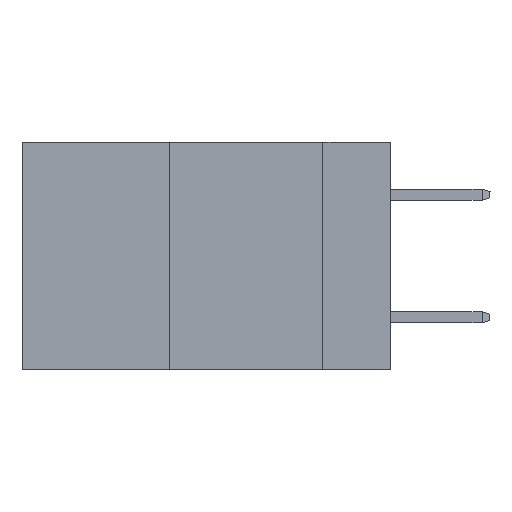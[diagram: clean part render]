
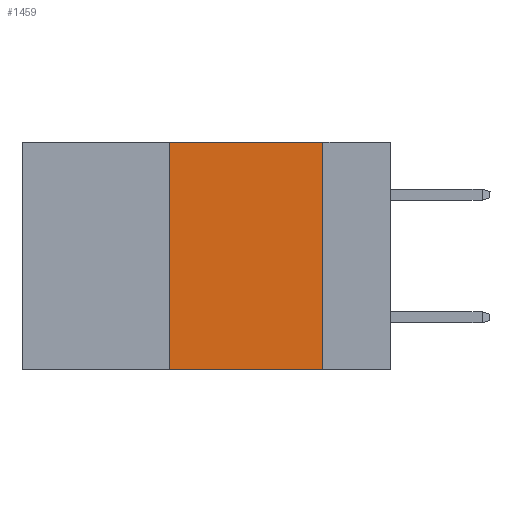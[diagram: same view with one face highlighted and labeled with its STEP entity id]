
A CAD part, left-side view. The second image highlights one B-rep face of the part: STEP entity #1459.
In plain terms, the highlighted planar face has unit normal (-1, 0, 0).
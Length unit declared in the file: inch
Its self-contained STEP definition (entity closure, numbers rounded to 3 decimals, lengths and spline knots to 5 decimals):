
#910 = CARTESIAN_POINT ( 'NONE',  ( 0., 0.36, 0. ) ) ;
#1061 = VERTEX_POINT ( 'NONE', #17133 ) ;
#1081 = DIRECTION ( 'NONE',  ( 0., 0., -1. ) ) ;
#1199 = ORIENTED_EDGE ( 'NONE', *, *, #5744, .F. ) ;
#1459 = ADVANCED_FACE ( 'NONE', ( #14380 ), #9762, .F. ) ;
#2380 = VERTEX_POINT ( 'NONE', #15880 ) ;
#3212 = DIRECTION ( 'NONE',  ( 0., -1., 0. ) ) ;
#4375 = ORIENTED_EDGE ( 'NONE', *, *, #6349, .F. ) ;
#4752 = EDGE_CURVE ( 'NONE', #1061, #10920, #17510, .T. ) ;
#5744 = EDGE_CURVE ( 'NONE', #19326, #2380, #13488, .T. ) ;
#6203 = CARTESIAN_POINT ( 'NONE',  ( 0., 0.6, 0. ) ) ;
#6291 = CARTESIAN_POINT ( 'NONE',  ( 0., 0.11, 0. ) ) ;
#6349 = EDGE_CURVE ( 'NONE', #10920, #19326, #11797, .T. ) ;
#7056 = ORIENTED_EDGE ( 'NONE', *, *, #8370, .T. ) ;
#8332 = DIRECTION ( 'NONE',  ( 1., 0., 0. ) ) ;
#8370 = EDGE_CURVE ( 'NONE', #1061, #2380, #9369, .T. ) ;
#8696 = AXIS2_PLACEMENT_3D ( 'NONE', #9893, #8332, #18834 ) ;
#8762 = CARTESIAN_POINT ( 'NONE',  ( 0., 0.36, 0. ) ) ;
#9203 = DIRECTION ( 'NONE',  ( 0., -1., 0. ) ) ;
#9320 = ORIENTED_EDGE ( 'NONE', *, *, #4752, .F. ) ;
#9369 = LINE ( 'NONE', #18108, #16868 ) ;
#9762 = PLANE ( 'NONE',  #8696 ) ;
#9893 = CARTESIAN_POINT ( 'NONE',  ( 0., 0.6, 0. ) ) ;
#9911 = VECTOR ( 'NONE', #9203, 39.37008 ) ;
#10920 = VERTEX_POINT ( 'NONE', #910 ) ;
#11797 = LINE ( 'NONE', #6203, #9911 ) ;
#13005 = VECTOR ( 'NONE', #1081, 39.37008 ) ;
#13488 = LINE ( 'NONE', #17515, #13005 ) ;
#14380 = FACE_OUTER_BOUND ( 'NONE', #15879, .T. ) ;
#14696 = DIRECTION ( 'NONE',  ( 0., 0., 1. ) ) ;
#15879 = EDGE_LOOP ( 'NONE', ( #1199, #4375, #9320, #7056 ) ) ;
#15880 = CARTESIAN_POINT ( 'NONE',  ( 0., 0.11, -0.37 ) ) ;
#16569 = VECTOR ( 'NONE', #14696, 39.37008 ) ;
#16868 = VECTOR ( 'NONE', #3212, 39.37008 ) ;
#17133 = CARTESIAN_POINT ( 'NONE',  ( 0., 0.36, -0.37 ) ) ;
#17510 = LINE ( 'NONE', #8762, #16569 ) ;
#17515 = CARTESIAN_POINT ( 'NONE',  ( 0., 0.11, 0. ) ) ;
#18108 = CARTESIAN_POINT ( 'NONE',  ( 0., 0.6, -0.37 ) ) ;
#18834 = DIRECTION ( 'NONE',  ( 0., 0., -1. ) ) ;
#19326 = VERTEX_POINT ( 'NONE', #6291 ) ;
